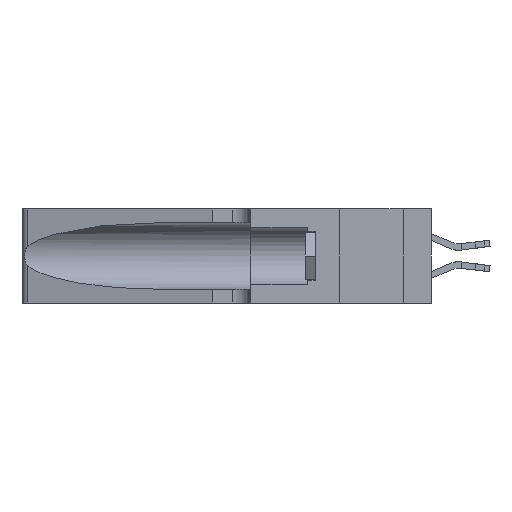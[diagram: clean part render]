
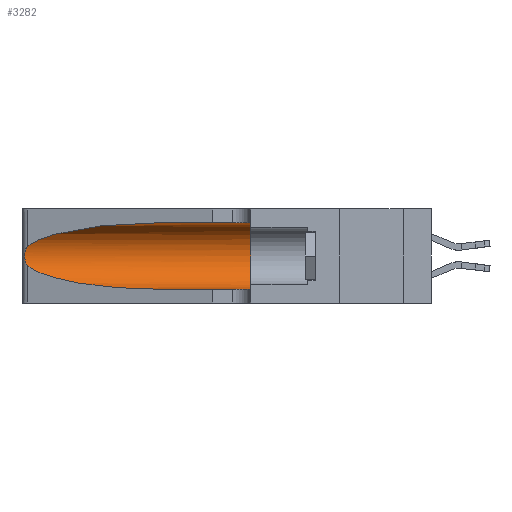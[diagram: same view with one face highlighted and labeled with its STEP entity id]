
A CAD part, left-side view. The second image highlights one B-rep face of the part: STEP entity #3282.
In plain terms, the highlighted cylindrical face has radius 3.308 mm (diameter 6.617 mm), a partial arc.
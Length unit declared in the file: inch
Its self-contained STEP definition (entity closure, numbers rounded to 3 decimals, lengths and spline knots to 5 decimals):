
#119 = CYLINDRICAL_SURFACE ( 'NONE', #12686, 0.13025 ) ;
#765 = ORIENTED_EDGE ( 'NONE', *, *, #19427, .T. ) ;
#1060 = DIRECTION ( 'NONE',  ( 0., -1., 0. ) ) ;
#1075 = CARTESIAN_POINT ( 'NONE',  ( 0.25487, 1.22718, 0.14631 ) ) ;
#1299 = ORIENTED_EDGE ( 'NONE', *, *, #10476, .T. ) ;
#2319 =( BOUNDED_CURVE ( )  B_SPLINE_CURVE ( 3, ( #10899, #20644, #20476, #9010 ),
 .UNSPECIFIED., .F., .F. ) 
 B_SPLINE_CURVE_WITH_KNOTS ( ( 4, 4 ),
 ( 1.5708, 2.84003 ),
 .UNSPECIFIED. ) 
 CURVE ( )  GEOMETRIC_REPRESENTATION_ITEM ( )  RATIONAL_B_SPLINE_CURVE ( ( 1., 0.87, 0.87, 1. ) ) 
 REPRESENTATION_ITEM ( '' )  );
#2651 = DIRECTION ( 'NONE',  ( 0., 1., 0. ) ) ;
#3282 = ADVANCED_FACE ( 'NONE', ( #4118 ), #119, .F. ) ;
#4118 = FACE_OUTER_BOUND ( 'NONE', #16324, .T. ) ;
#4705 = CARTESIAN_POINT ( 'NONE',  ( 0.26075, 1.23896, 0.178 ) ) ;
#5561 = CARTESIAN_POINT ( 'NONE',  ( 0.18966, 0.96281, 0.05475 ) ) ;
#5813 = CARTESIAN_POINT ( 'NONE',  ( 0.25487, 1.22718, 0.22369 ) ) ;
#6238 = VERTEX_POINT ( 'NONE', #20478 ) ;
#6906 = CARTESIAN_POINT ( 'NONE',  ( 0.25789, 1.23486, 0.15765 ) ) ;
#7263 = CARTESIAN_POINT ( 'NONE',  ( 0.2373, 1.15595, 0.08982 ) ) ;
#7771 = CARTESIAN_POINT ( 'NONE',  ( 0.25487, 1.22718, 0.22369 ) ) ;
#7828 = AXIS2_PLACEMENT_3D ( 'NONE', #18118, #2651, #10139 ) ;
#8234 = VERTEX_POINT ( 'NONE', #11693 ) ;
#8867 = CARTESIAN_POINT ( 'NONE',  ( 0.25639, 1.23186, 0.15144 ) ) ;
#9010 = CARTESIAN_POINT ( 'NONE',  ( 0.25487, 1.22718, 0.22369 ) ) ;
#10139 = DIRECTION ( 'NONE',  ( 0., 0., 1. ) ) ;
#10476 = EDGE_CURVE ( 'NONE', #17361, #6238, #16395, .T. ) ;
#10587 = EDGE_CURVE ( 'NONE', #16390, #8234, #21055, .T. ) ;
#10594 = EDGE_CURVE ( 'NONE', #13841, #17361, #11877, .T. ) ;
#10870 = CARTESIAN_POINT ( 'NONE',  ( 0.1305, 1.61858, 0.185 ) ) ;
#10899 = CARTESIAN_POINT ( 'NONE',  ( 0.1305, 0.72297, 0.31525 ) ) ;
#11501 = CARTESIAN_POINT ( 'NONE',  ( 0.25487, 1.22718, 0.14631 ) ) ;
#11567 = CARTESIAN_POINT ( 'NONE',  ( 0.1305, 1.61858, 0.31525 ) ) ;
#11604 = CARTESIAN_POINT ( 'NONE',  ( 0.1305, 0.72297, 0.31525 ) ) ;
#11693 = CARTESIAN_POINT ( 'NONE',  ( 0.1305, 0.35, 0.05475 ) ) ;
#11877 = B_SPLINE_CURVE_WITH_KNOTS ( 'NONE', 3,
 ( #7771, #21749, #12083, #19992, #12430, #12687, #18377, #4705, #18292, #22264, #6906, #8867, #18507, #1075 ),
 .UNSPECIFIED., .F., .F.,
 ( 4, 2, 2, 2, 2, 2, 4 ),
 ( 0., 0.00027, 0.00053, 0.00107, 0.0016, 0.00187, 0.00214 ),
 .UNSPECIFIED. ) ;
#12083 = CARTESIAN_POINT ( 'NONE',  ( 0.25639, 1.23184, 0.21858 ) ) ;
#12430 = CARTESIAN_POINT ( 'NONE',  ( 0.25854, 1.2359, 0.20912 ) ) ;
#12598 = DIRECTION ( 'NONE',  ( 0., -1., 0. ) ) ;
#12618 = VECTOR ( 'NONE', #13436, 39.37008 ) ;
#12686 = AXIS2_PLACEMENT_3D ( 'NONE', #10870, #1060, #22468 ) ;
#12687 = CARTESIAN_POINT ( 'NONE',  ( 0.26018, 1.23835, 0.19895 ) ) ;
#13436 = DIRECTION ( 'NONE',  ( 0., -1., 0. ) ) ;
#13841 = VERTEX_POINT ( 'NONE', #5813 ) ;
#15786 = EDGE_CURVE ( 'NONE', #22621, #13841, #2319, .T. ) ;
#15864 = LINE ( 'NONE', #22263, #22248 ) ;
#16324 = EDGE_LOOP ( 'NONE', ( #18176, #20418, #1299, #765, #23530, #19503 ) ) ;
#16390 = VERTEX_POINT ( 'NONE', #18761 ) ;
#16395 =( BOUNDED_CURVE ( )  B_SPLINE_CURVE ( 3, ( #11501, #7263, #5561, #21076 ),
 .UNSPECIFIED., .F., .F. ) 
 B_SPLINE_CURVE_WITH_KNOTS ( ( 4, 4 ),
 ( 3.44316, 4.71239 ),
 .UNSPECIFIED. ) 
 CURVE ( )  GEOMETRIC_REPRESENTATION_ITEM ( )  RATIONAL_B_SPLINE_CURVE ( ( 1., 0.87, 0.87, 1. ) ) 
 REPRESENTATION_ITEM ( '' )  );
#17361 = VERTEX_POINT ( 'NONE', #19304 ) ;
#18118 = CARTESIAN_POINT ( 'NONE',  ( 0.1305, 0.35, 0.185 ) ) ;
#18176 = ORIENTED_EDGE ( 'NONE', *, *, #15786, .T. ) ;
#18292 = CARTESIAN_POINT ( 'NONE',  ( 0.26017, 1.23833, 0.17102 ) ) ;
#18377 = CARTESIAN_POINT ( 'NONE',  ( 0.26075, 1.23896, 0.19203 ) ) ;
#18507 = CARTESIAN_POINT ( 'NONE',  ( 0.25555, 1.22993, 0.14849 ) ) ;
#18761 = CARTESIAN_POINT ( 'NONE',  ( 0.1305, 0.35, 0.31525 ) ) ;
#19304 = CARTESIAN_POINT ( 'NONE',  ( 0.25487, 1.22718, 0.14631 ) ) ;
#19427 = EDGE_CURVE ( 'NONE', #6238, #8234, #15864, .T. ) ;
#19503 = ORIENTED_EDGE ( 'NONE', *, *, #23261, .F. ) ;
#19992 = CARTESIAN_POINT ( 'NONE',  ( 0.25787, 1.23484, 0.2124 ) ) ;
#20418 = ORIENTED_EDGE ( 'NONE', *, *, #10594, .T. ) ;
#20476 = CARTESIAN_POINT ( 'NONE',  ( 0.2373, 1.15595, 0.28018 ) ) ;
#20478 = CARTESIAN_POINT ( 'NONE',  ( 0.1305, 0.72297, 0.05475 ) ) ;
#20644 = CARTESIAN_POINT ( 'NONE',  ( 0.18966, 0.96281, 0.31525 ) ) ;
#21055 = CIRCLE ( 'NONE', #7828, 0.13025 ) ;
#21076 = CARTESIAN_POINT ( 'NONE',  ( 0.1305, 0.72297, 0.05475 ) ) ;
#21396 = LINE ( 'NONE', #11567, #12618 ) ;
#21749 = CARTESIAN_POINT ( 'NONE',  ( 0.25555, 1.22994, 0.2215 ) ) ;
#22248 = VECTOR ( 'NONE', #12598, 39.37008 ) ;
#22263 = CARTESIAN_POINT ( 'NONE',  ( 0.1305, 1.61858, 0.05475 ) ) ;
#22264 = CARTESIAN_POINT ( 'NONE',  ( 0.25856, 1.23593, 0.16098 ) ) ;
#22468 = DIRECTION ( 'NONE',  ( 0., 0., -1. ) ) ;
#22621 = VERTEX_POINT ( 'NONE', #11604 ) ;
#23261 = EDGE_CURVE ( 'NONE', #22621, #16390, #21396, .T. ) ;
#23530 = ORIENTED_EDGE ( 'NONE', *, *, #10587, .F. ) ;
